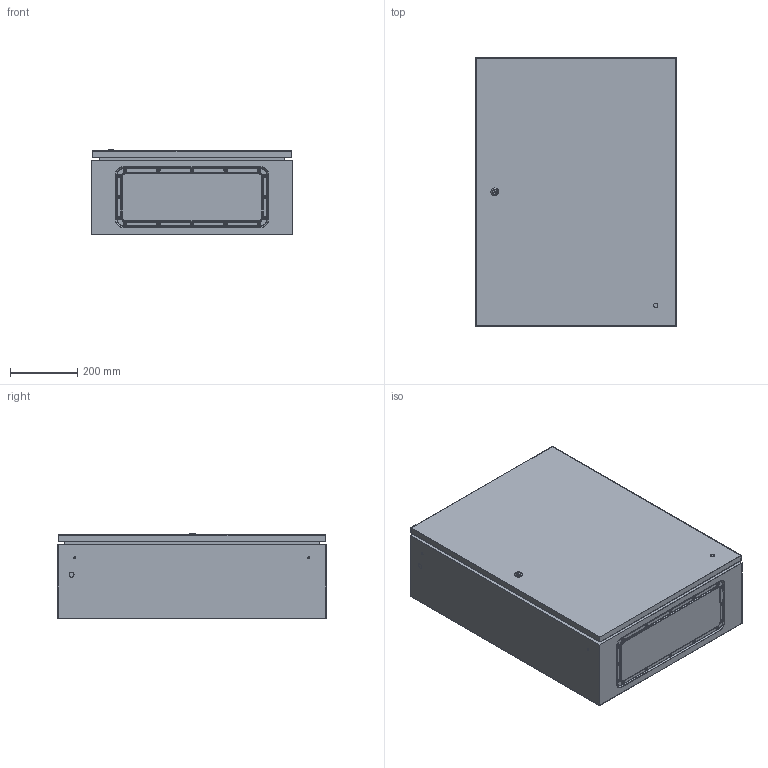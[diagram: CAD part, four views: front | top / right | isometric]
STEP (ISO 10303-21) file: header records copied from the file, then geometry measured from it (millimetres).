
FILE_DESCRIPTION (( 'STEP AP203' ), '1' );
FILE_NAME ('TI5-10-N-080-060-025-66_TITAN5 ﾙﾌﾏ-80.60.25 ﾓﾕﾋ1 IP66 IEK.STEP', '2022-12-05T11:05:22', ( '' ), ( '' ), 'SwSTEP 2.0', 'SolidWorks 2022', '' );
FILE_SCHEMA (( 'CONFIG_CONTROL_DESIGN' ));
Length unit declared in the file: millimetre
Products named in the file (7): Mont.Panel_800x600; Dver_-800.600; Kryshka1_450x175; TI5-10-N-080-060-025-66_TITAN5 ЩМП-80.60.25 УХЛ1 IP66 IEK; Obolochka_SHMP_ShMP_80.60.25; Винт_резьбовыдавливающий_М4х9; Gaika_6
Assembly tree (24 placements, depth 2):
  TI5-10-N-080-060-025-66_TITAN5 ЩМП-80.60.25 УХЛ1 IP66 IEK
    Obolochka_SHMP_ShMP_80.60.25
    Mont.Panel_800x600
    Dver_-800.600
    Kryshka1_450x175
    Gaika_6  x4
    Винт_резьбовыдавливающий_М4х9  x16
Bounding box: 600 x 800.5 x 254.5 mm (x, y, z)
Volume: 2509356.8 mm3; surface area: 4472984.6 mm2
Topology: 30 solids, 30 shells, 1723 faces, 4363 edges, 2907 vertices
Faces by surface type: plane 1230, cylinder 337, torus 52, cone 40, bspline 32, sphere 32
Entity records: 37993 total; most frequent: CARTESIAN_POINT 6828, ORIENTED_EDGE 6062, DIRECTION 6026, EDGE_CURVE 3031, VECTOR 2500, LINE 2500, VERTEX_POINT 1989, AXIS2_PLACEMENT_3D 1763
